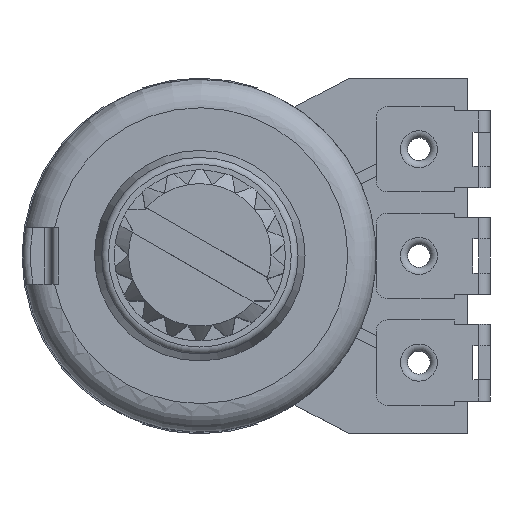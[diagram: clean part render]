
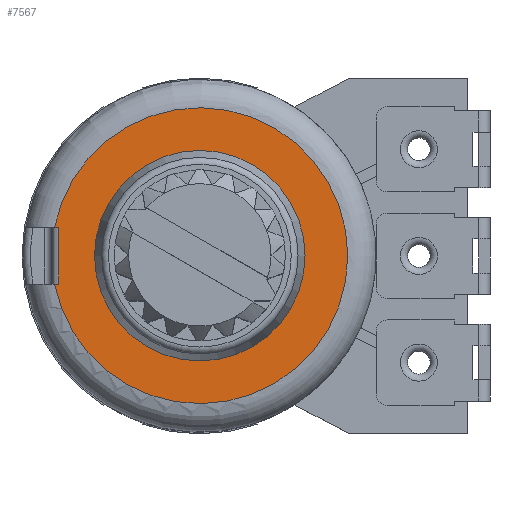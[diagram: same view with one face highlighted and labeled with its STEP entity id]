
A CAD part, top view. The second image highlights one B-rep face of the part: STEP entity #7567.
In plain terms, the highlighted planar face has unit normal (0, 0, 1).
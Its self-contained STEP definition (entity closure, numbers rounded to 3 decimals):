
#40=FACE_BOUND('',#901,.T.);
#177=CIRCLE('',#7987,3.7);
#290=CIRCLE('',#8145,5.2);
#506=FACE_OUTER_BOUND('',#900,.T.);
#900=EDGE_LOOP('',(#5511,#5512,#5513,#5514));
#901=EDGE_LOOP('',(#5515));
#1484=LINE('',#11851,#2300);
#1485=LINE('',#11854,#2301);
#1486=LINE('',#11856,#2302);
#2300=VECTOR('',#9395,0.25);
#2301=VECTOR('',#9398,10.);
#2302=VECTOR('',#9399,10.);
#2967=VERTEX_POINT('',#11109);
#3244=VERTEX_POINT('',#11844);
#3247=VERTEX_POINT('',#11849);
#3248=VERTEX_POINT('',#11853);
#3249=VERTEX_POINT('',#11855);
#3779=EDGE_CURVE('',#2967,#2967,#177,.T.);
#4105=EDGE_CURVE('',#3247,#3244,#1484,.T.);
#4106=EDGE_CURVE('',#3244,#3248,#1485,.T.);
#4107=EDGE_CURVE('',#3249,#3247,#1486,.T.);
#4108=EDGE_CURVE('',#3248,#3249,#290,.T.);
#5511=ORIENTED_EDGE('',*,*,#4106,.F.);
#5512=ORIENTED_EDGE('',*,*,#4105,.F.);
#5513=ORIENTED_EDGE('',*,*,#4107,.F.);
#5514=ORIENTED_EDGE('',*,*,#4108,.F.);
#5515=ORIENTED_EDGE('',*,*,#3779,.T.);
#7071=PLANE('',#8144);
#7567=ADVANCED_FACE('',(#506,#40),#7071,.T.);
#7987=AXIS2_PLACEMENT_3D('',#11111,#8878,#8879);
#8144=AXIS2_PLACEMENT_3D('',#11852,#9396,#9397);
#8145=AXIS2_PLACEMENT_3D('',#11857,#9400,#9401);
#8878=DIRECTION('center_axis',(0.,0.,-1.));
#8879=DIRECTION('ref_axis',(1.,0.,0.));
#9395=DIRECTION('',(0.,1.,0.));
#9396=DIRECTION('center_axis',(0.,0.,1.));
#9397=DIRECTION('ref_axis',(1.,0.,0.));
#9398=DIRECTION('',(-1.,0.,0.));
#9399=DIRECTION('',(1.,0.,0.));
#9400=DIRECTION('center_axis',(0.,0.,-1.));
#9401=DIRECTION('ref_axis',(-1.,0.,0.));
#11109=CARTESIAN_POINT('',(-6.3,3.75,9.));
#11111=CARTESIAN_POINT('Origin',(-10.,3.75,9.));
#11844=CARTESIAN_POINT('',(-14.95,4.75,9.));
#11849=CARTESIAN_POINT('',(-14.95,2.75,9.));
#11851=CARTESIAN_POINT('',(-14.95,3.75,9.));
#11852=CARTESIAN_POINT('Origin',(-10.,3.75,9.));
#11853=CARTESIAN_POINT('',(-15.103,4.75,9.));
#11854=CARTESIAN_POINT('',(-13.059,4.75,9.));
#11855=CARTESIAN_POINT('',(-15.103,2.75,9.));
#11856=CARTESIAN_POINT('',(-12.6,2.75,9.));
#11857=CARTESIAN_POINT('Origin',(-10.,3.75,9.));
